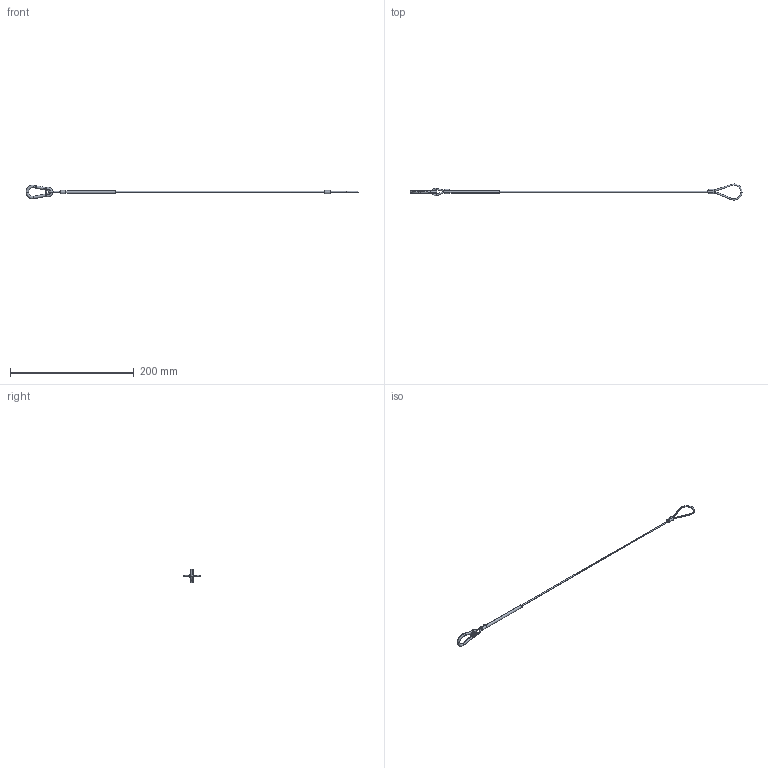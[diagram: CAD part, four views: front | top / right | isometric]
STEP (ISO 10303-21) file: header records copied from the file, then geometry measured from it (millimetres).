
FILE_DESCRIPTION (( 'STEP AP203' ), '1' );
FILE_NAME ('T2840001.STEP', '2018-07-19T08:55:35', ( '' ), ( '' ), 'SwSTEP 2.0', 'SolidWorks 2016', '' );
FILE_SCHEMA (( 'CONFIG_CONTROL_DESIGN' ));
Length unit declared in the file: millimetre
Products named in the file (5): S2909; S3162; T2840001; S3249_HEATSHRINK - BLACK -  DIA 4.8; T405001 (T2840001)
Assembly tree (5 placements, depth 2):
  T2840001
    T405001 (T2840001)
    S3162  x2
    S3249_HEATSHRINK - BLACK -  DIA 4.8
    S2909
Bounding box: 535.5 x 25.97 x 21.99 mm (x, y, z)
Volume: 3823.9 mm3; surface area: 8188.6 mm2
Topology: 6 solids, 6 shells, 101 faces, 217 edges, 126 vertices
Faces by surface type: cylinder 38, torus 34, plane 25, cone 4
Entity records: 3050 total; most frequent: DIRECTION 503, CARTESIAN_POINT 468, ORIENTED_EDGE 386, AXIS2_PLACEMENT_3D 221, EDGE_CURVE 193, CIRCLE 122, VERTEX_POINT 110, EDGE_LOOP 97
